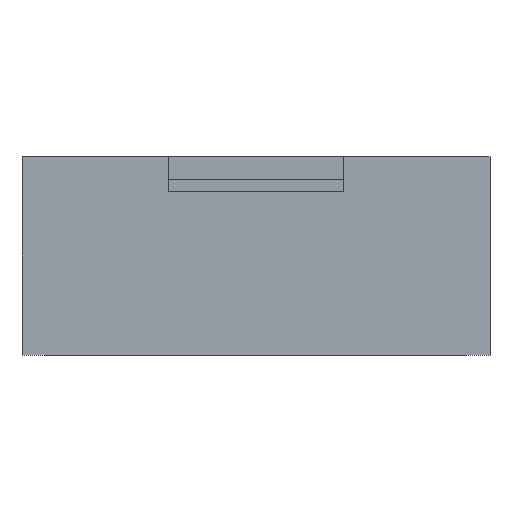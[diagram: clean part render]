
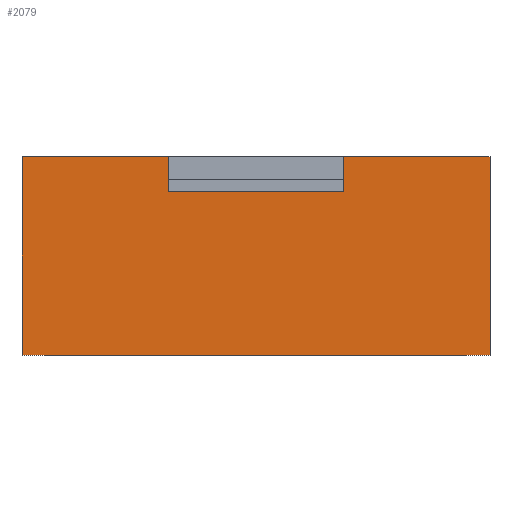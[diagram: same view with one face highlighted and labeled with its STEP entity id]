
A CAD part, front view. The second image highlights one B-rep face of the part: STEP entity #2079.
In plain terms, the highlighted planar face has unit normal (0, -1, 0).
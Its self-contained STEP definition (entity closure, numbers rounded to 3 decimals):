
#151=FACE_OUTER_BOUND('',#254,.T.);
#254=EDGE_LOOP('',(#1729,#1730,#1731,#1732,#1733,#1734,#1735,#1736));
#526=LINE('',#3178,#804);
#530=LINE('',#3186,#808);
#533=LINE('',#3191,#811);
#552=LINE('',#3231,#830);
#553=LINE('',#3233,#831);
#554=LINE('',#3235,#832);
#555=LINE('',#3237,#833);
#556=LINE('',#3238,#834);
#804=VECTOR('',#2607,10.);
#808=VECTOR('',#2613,10.);
#811=VECTOR('',#2618,10.);
#830=VECTOR('',#2659,10.);
#831=VECTOR('',#2660,10.);
#832=VECTOR('',#2661,10.);
#833=VECTOR('',#2662,10.);
#834=VECTOR('',#2663,10.);
#1014=VERTEX_POINT('',#3175);
#1015=VERTEX_POINT('',#3177);
#1018=VERTEX_POINT('',#3185);
#1019=VERTEX_POINT('',#3190);
#1029=VERTEX_POINT('',#3230);
#1030=VERTEX_POINT('',#3232);
#1031=VERTEX_POINT('',#3234);
#1032=VERTEX_POINT('',#3236);
#1279=EDGE_CURVE('',#1015,#1014,#526,.T.);
#1283=EDGE_CURVE('',#1018,#1015,#530,.T.);
#1286=EDGE_CURVE('',#1019,#1018,#533,.T.);
#1306=EDGE_CURVE('',#1014,#1029,#552,.T.);
#1307=EDGE_CURVE('',#1029,#1030,#553,.T.);
#1308=EDGE_CURVE('',#1031,#1030,#554,.T.);
#1309=EDGE_CURVE('',#1032,#1031,#555,.T.);
#1310=EDGE_CURVE('',#1032,#1019,#556,.T.);
#1729=ORIENTED_EDGE('',*,*,#1286,.T.);
#1730=ORIENTED_EDGE('',*,*,#1283,.T.);
#1731=ORIENTED_EDGE('',*,*,#1279,.T.);
#1732=ORIENTED_EDGE('',*,*,#1306,.T.);
#1733=ORIENTED_EDGE('',*,*,#1307,.T.);
#1734=ORIENTED_EDGE('',*,*,#1308,.F.);
#1735=ORIENTED_EDGE('',*,*,#1309,.F.);
#1736=ORIENTED_EDGE('',*,*,#1310,.T.);
#1982=PLANE('',#2198);
#2079=ADVANCED_FACE('',(#151),#1982,.T.);
#2198=AXIS2_PLACEMENT_3D('',#3229,#2657,#2658);
#2607=DIRECTION('',(0.,0.,1.));
#2613=DIRECTION('',(-1.,0.,0.));
#2618=DIRECTION('',(0.,0.,-1.));
#2657=DIRECTION('center_axis',(0.,-1.,0.));
#2658=DIRECTION('ref_axis',(-1.,0.,0.));
#2659=DIRECTION('',(-1.,0.,0.));
#2660=DIRECTION('',(0.,0.,-1.));
#2661=DIRECTION('',(-1.,0.,0.));
#2662=DIRECTION('',(0.,0.,-1.));
#2663=DIRECTION('',(-1.,0.,0.));
#3175=CARTESIAN_POINT('',(-7.5,-30.,0.));
#3177=CARTESIAN_POINT('',(-7.5,-30.,-3.));
#3178=CARTESIAN_POINT('',(-7.5,-30.,0.));
#3185=CARTESIAN_POINT('',(7.5,-30.,-3.));
#3186=CARTESIAN_POINT('',(8.7,-30.,-3.));
#3190=CARTESIAN_POINT('',(7.5,-30.,0.));
#3191=CARTESIAN_POINT('',(7.5,-30.,0.));
#3229=CARTESIAN_POINT('Origin',(20.,-30.,0.));
#3230=CARTESIAN_POINT('',(-20.,-30.,0.));
#3231=CARTESIAN_POINT('',(20.,-30.,0.));
#3232=CARTESIAN_POINT('',(-20.,-30.,-17.));
#3233=CARTESIAN_POINT('',(-20.,-30.,0.));
#3234=CARTESIAN_POINT('',(20.,-30.,-17.));
#3235=CARTESIAN_POINT('',(20.,-30.,-17.));
#3236=CARTESIAN_POINT('',(20.,-30.,0.));
#3237=CARTESIAN_POINT('',(20.,-30.,0.));
#3238=CARTESIAN_POINT('',(20.,-30.,0.));
